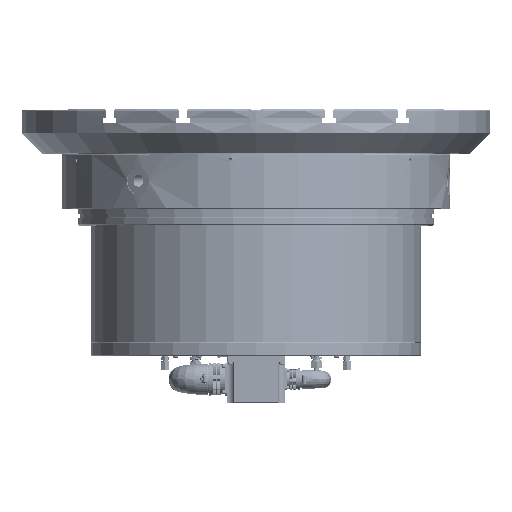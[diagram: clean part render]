
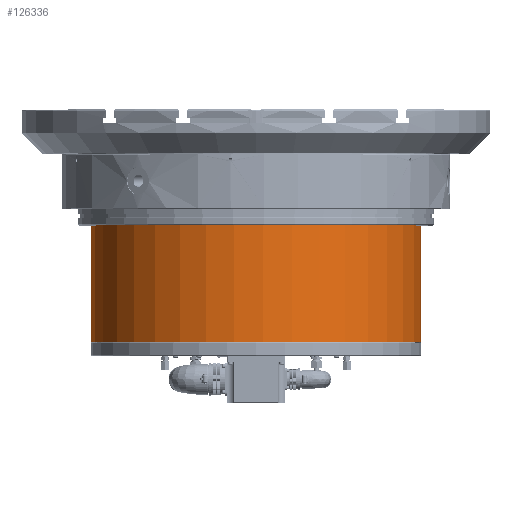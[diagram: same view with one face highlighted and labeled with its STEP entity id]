
A CAD part, top view. The second image highlights one B-rep face of the part: STEP entity #126336.
In plain terms, the highlighted cylindrical face has radius 282.5 mm (diameter 565 mm), a full revolution.
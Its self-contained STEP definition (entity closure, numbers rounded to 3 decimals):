
#6972=FACE_OUTER_BOUND('',#12283,.T.);
#12283=EDGE_LOOP('',(#89164,#89165,#89166,#89167,#89168,#89169));
#18119=LINE('',#181131,#30876);
#30876=VECTOR('',#144746,282.5);
#43753=CIRCLE('',#132349,282.5);
#43754=CIRCLE('',#132350,282.5);
#43756=CIRCLE('',#132353,282.5);
#43757=CIRCLE('',#132354,282.5);
#50438=VERTEX_POINT('',#181112);
#50439=VERTEX_POINT('',#181114);
#50441=VERTEX_POINT('',#181120);
#50442=VERTEX_POINT('',#181121);
#66898=EDGE_CURVE('',#50438,#50439,#43753,.T.);
#66899=EDGE_CURVE('',#50439,#50438,#43754,.T.);
#66901=EDGE_CURVE('',#50441,#50442,#43756,.T.);
#66902=EDGE_CURVE('',#50442,#50441,#43757,.T.);
#66906=EDGE_CURVE('',#50439,#50442,#18119,.T.);
#89164=ORIENTED_EDGE('',*,*,#66898,.F.);
#89165=ORIENTED_EDGE('',*,*,#66899,.F.);
#89166=ORIENTED_EDGE('',*,*,#66906,.T.);
#89167=ORIENTED_EDGE('',*,*,#66902,.T.);
#89168=ORIENTED_EDGE('',*,*,#66901,.T.);
#89169=ORIENTED_EDGE('',*,*,#66906,.F.);
#121972=CYLINDRICAL_SURFACE('',#132358,282.5);
#126336=ADVANCED_FACE('',(#6972),#121972,.T.);
#132349=AXIS2_PLACEMENT_3D('',#181115,#144725,#144726);
#132350=AXIS2_PLACEMENT_3D('',#181116,#144727,#144728);
#132353=AXIS2_PLACEMENT_3D('',#181122,#144733,#144734);
#132354=AXIS2_PLACEMENT_3D('',#181123,#144735,#144736);
#132358=AXIS2_PLACEMENT_3D('',#181130,#144744,#144745);
#144725=DIRECTION('center_axis',(0.,-1.,0.));
#144726=DIRECTION('ref_axis',(0.924,0.,-0.383));
#144727=DIRECTION('center_axis',(0.,-1.,0.));
#144728=DIRECTION('ref_axis',(0.924,0.,-0.383));
#144733=DIRECTION('center_axis',(0.,-1.,0.));
#144734=DIRECTION('ref_axis',(-0.924,0.,0.383));
#144735=DIRECTION('center_axis',(0.,-1.,0.));
#144736=DIRECTION('ref_axis',(-0.924,0.,0.383));
#144744=DIRECTION('center_axis',(0.,-1.,0.));
#144745=DIRECTION('ref_axis',(-0.924,0.,0.383));
#144746=DIRECTION('',(0.,1.,0.));
#181112=CARTESIAN_POINT('',(-260.996,-211.,108.108));
#181114=CARTESIAN_POINT('',(260.996,-211.,-108.108));
#181115=CARTESIAN_POINT('Origin',(0.,-211.,0.));
#181116=CARTESIAN_POINT('Origin',(0.,-211.,0.));
#181120=CARTESIAN_POINT('',(-260.996,-12.,108.108));
#181121=CARTESIAN_POINT('',(260.996,-12.,-108.108));
#181122=CARTESIAN_POINT('Origin',(0.,-12.,0.));
#181123=CARTESIAN_POINT('Origin',(0.,-12.,0.));
#181130=CARTESIAN_POINT('Origin',(0.,-112.,0.));
#181131=CARTESIAN_POINT('',(260.996,-112.,-108.108));
